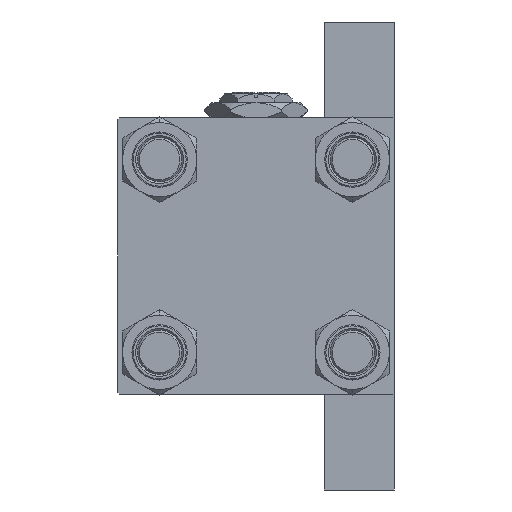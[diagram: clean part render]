
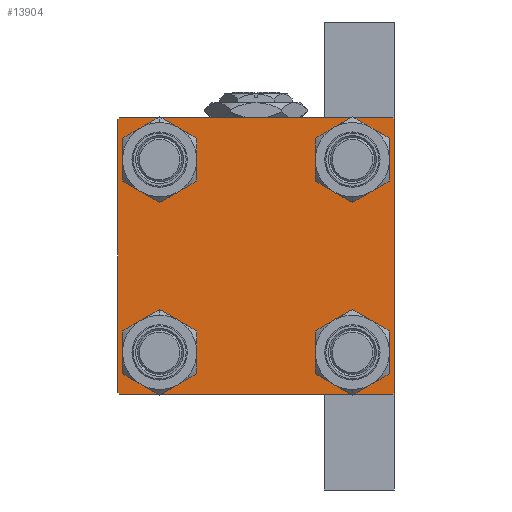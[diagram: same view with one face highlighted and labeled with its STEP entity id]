
A CAD part, left-side view. The second image highlights one B-rep face of the part: STEP entity #13904.
In plain terms, the highlighted planar face has unit normal (-1, 0, 0).
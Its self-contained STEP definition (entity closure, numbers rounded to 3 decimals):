
#133 = CARTESIAN_POINT ( 'NONE',  ( 0., 26.15, 19.65 ) ) ;
#322 = EDGE_LOOP ( 'NONE', ( #42814, #25413, #35661, #337, #20123, #46917, #40826, #42926 ) ) ;
#337 = ORIENTED_EDGE ( 'NONE', *, *, #18662, .T. ) ;
#530 = VECTOR ( 'NONE', #33948, 1000. ) ;
#632 = LINE ( 'NONE', #5439, #48338 ) ;
#911 = DIRECTION ( 'NONE',  ( 0., 0., 1. ) ) ;
#1190 = AXIS2_PLACEMENT_3D ( 'NONE', #48782, #40915, #37369 ) ;
#3130 = FACE_BOUND ( 'NONE', #37211, .T. ) ;
#3390 = VECTOR ( 'NONE', #45635, 1000. ) ;
#4092 = VERTEX_POINT ( 'NONE', #33182 ) ;
#4398 = ORIENTED_EDGE ( 'NONE', *, *, #30106, .T. ) ;
#5433 = VERTEX_POINT ( 'NONE', #49672 ) ;
#5439 = CARTESIAN_POINT ( 'NONE',  ( 0., 37.5, 37.5 ) ) ;
#5881 = AXIS2_PLACEMENT_3D ( 'NONE', #44280, #32123, #24271 ) ;
#6359 = EDGE_CURVE ( 'NONE', #30775, #4092, #14988, .T. ) ;
#6706 = VERTEX_POINT ( 'NONE', #7064 ) ;
#7030 = CIRCLE ( 'NONE', #19992, 6.5 ) ;
#7061 = CARTESIAN_POINT ( 'NONE',  ( 0., 26.15, -32.65 ) ) ;
#7064 = CARTESIAN_POINT ( 'NONE',  ( 0., -37.5, -37. ) ) ;
#7447 = VECTOR ( 'NONE', #10130, 1000. ) ;
#8099 = CIRCLE ( 'NONE', #36429, 6.5 ) ;
#8398 = EDGE_CURVE ( 'NONE', #29208, #47230, #13999, .T. ) ;
#8493 = DIRECTION ( 'NONE',  ( 1., 0., 0. ) ) ;
#9434 = CARTESIAN_POINT ( 'NONE',  ( 0., -37.25, 37.25 ) ) ;
#9463 = AXIS2_PLACEMENT_3D ( 'NONE', #31609, #43269, #911 ) ;
#10130 = DIRECTION ( 'NONE',  ( 0., -0.707, 0.707 ) ) ;
#10623 = ORIENTED_EDGE ( 'NONE', *, *, #17078, .T. ) ;
#10795 = VECTOR ( 'NONE', #21505, 1000. ) ;
#11069 = CARTESIAN_POINT ( 'NONE',  ( 0., 26.15, -26.15 ) ) ;
#11480 = CARTESIAN_POINT ( 'NONE',  ( 0., -37., 37.5 ) ) ;
#12088 = ORIENTED_EDGE ( 'NONE', *, *, #8398, .T. ) ;
#12437 = CARTESIAN_POINT ( 'NONE',  ( 0., -26.15, 19.65 ) ) ;
#12539 = DIRECTION ( 'NONE',  ( 0., 0., 1. ) ) ;
#12564 = CARTESIAN_POINT ( 'NONE',  ( 0., -26.15, -26.15 ) ) ;
#12947 = VERTEX_POINT ( 'NONE', #46388 ) ;
#13736 = EDGE_CURVE ( 'NONE', #23417, #5433, #27141, .T. ) ;
#13803 = FACE_BOUND ( 'NONE', #42822, .T. ) ;
#13904 = ADVANCED_FACE ( 'NONE', ( #3130, #25451, #13803, #22661, #29509 ), #44963, .T. ) ;
#13999 = CIRCLE ( 'NONE', #5881, 6.5 ) ;
#14002 = LINE ( 'NONE', #48478, #18398 ) ;
#14190 = VERTEX_POINT ( 'NONE', #17043 ) ;
#14219 = ORIENTED_EDGE ( 'NONE', *, *, #34168, .T. ) ;
#14252 = AXIS2_PLACEMENT_3D ( 'NONE', #16597, #44194, #12539 ) ;
#14436 = LINE ( 'NONE', #45592, #530 ) ;
#14988 = LINE ( 'NONE', #49455, #3390 ) ;
#15478 = LINE ( 'NONE', #46630, #18166 ) ;
#16373 = DIRECTION ( 'NONE',  ( 1., 0., 0. ) ) ;
#16597 = CARTESIAN_POINT ( 'NONE',  ( 0., 26.15, 26.15 ) ) ;
#17043 = CARTESIAN_POINT ( 'NONE',  ( 0., 37.5, -37. ) ) ;
#17078 = EDGE_CURVE ( 'NONE', #5433, #23417, #22519, .T. ) ;
#18166 = VECTOR ( 'NONE', #42575, 1000. ) ;
#18398 = VECTOR ( 'NONE', #32753, 1000. ) ;
#18662 = EDGE_CURVE ( 'NONE', #4092, #6706, #45101, .T. ) ;
#19231 = CIRCLE ( 'NONE', #9463, 6.5 ) ;
#19821 = CARTESIAN_POINT ( 'NONE',  ( 0., 37., -37.5 ) ) ;
#19992 = AXIS2_PLACEMENT_3D ( 'NONE', #11069, #26028, #41743 ) ;
#20123 = ORIENTED_EDGE ( 'NONE', *, *, #45850, .F. ) ;
#20313 = VERTEX_POINT ( 'NONE', #22387 ) ;
#20881 = AXIS2_PLACEMENT_3D ( 'NONE', #48655, #45338, #30644 ) ;
#21204 = DIRECTION ( 'NONE',  ( 1., 0., 0. ) ) ;
#21310 = VERTEX_POINT ( 'NONE', #40056 ) ;
#21505 = DIRECTION ( 'NONE',  ( 0., -1., 0. ) ) ;
#22387 = CARTESIAN_POINT ( 'NONE',  ( 0., -37.5, 37. ) ) ;
#22519 = CIRCLE ( 'NONE', #20881, 6.5 ) ;
#22661 = FACE_BOUND ( 'NONE', #28031, .T. ) ;
#23417 = VERTEX_POINT ( 'NONE', #12437 ) ;
#24271 = DIRECTION ( 'NONE',  ( 0., 0., 1. ) ) ;
#24723 = EDGE_CURVE ( 'NONE', #12947, #30709, #15478, .T. ) ;
#25413 = ORIENTED_EDGE ( 'NONE', *, *, #30475, .T. ) ;
#25451 = FACE_BOUND ( 'NONE', #35323, .T. ) ;
#25601 = CIRCLE ( 'NONE', #14252, 6.5 ) ;
#26028 = DIRECTION ( 'NONE',  ( 1., 0., 0. ) ) ;
#27141 = CIRCLE ( 'NONE', #37665, 6.5 ) ;
#27765 = CARTESIAN_POINT ( 'NONE',  ( 0., -26.15, 26.15 ) ) ;
#28031 = EDGE_LOOP ( 'NONE', ( #47978, #43363 ) ) ;
#28117 = AXIS2_PLACEMENT_3D ( 'NONE', #12564, #16373, #43468 ) ;
#28323 = EDGE_CURVE ( 'NONE', #50064, #37268, #25601, .T. ) ;
#28464 = VERTEX_POINT ( 'NONE', #11480 ) ;
#29208 = VERTEX_POINT ( 'NONE', #7061 ) ;
#29303 = CARTESIAN_POINT ( 'NONE',  ( 0., -26.15, -26.15 ) ) ;
#29509 = FACE_OUTER_BOUND ( 'NONE', #322, .T. ) ;
#30099 = VECTOR ( 'NONE', #48482, 1000. ) ;
#30101 = EDGE_CURVE ( 'NONE', #30709, #14190, #632, .T. ) ;
#30106 = EDGE_CURVE ( 'NONE', #37214, #21310, #44273, .T. ) ;
#30475 = EDGE_CURVE ( 'NONE', #14190, #30775, #14002, .T. ) ;
#30644 = DIRECTION ( 'NONE',  ( 0., 0., 1. ) ) ;
#30709 = VERTEX_POINT ( 'NONE', #39066 ) ;
#30775 = VERTEX_POINT ( 'NONE', #19821 ) ;
#31609 = CARTESIAN_POINT ( 'NONE',  ( 0., 26.15, 26.15 ) ) ;
#32123 = DIRECTION ( 'NONE',  ( 1., 0., 0. ) ) ;
#32429 = CARTESIAN_POINT ( 'NONE',  ( 0., -26.15, -32.65 ) ) ;
#32753 = DIRECTION ( 'NONE',  ( 0., -0.707, -0.707 ) ) ;
#32898 = LINE ( 'NONE', #48367, #10795 ) ;
#33008 = LINE ( 'NONE', #9434, #30099 ) ;
#33182 = CARTESIAN_POINT ( 'NONE',  ( 0., -37., -37.5 ) ) ;
#33948 = DIRECTION ( 'NONE',  ( 0., 0., -1. ) ) ;
#34168 = EDGE_CURVE ( 'NONE', #21310, #37214, #8099, .T. ) ;
#35323 = EDGE_LOOP ( 'NONE', ( #14219, #4398 ) ) ;
#35630 = DIRECTION ( 'NONE',  ( 0., 0., 1. ) ) ;
#35637 = DIRECTION ( 'NONE',  ( 0., 0., -1. ) ) ;
#35661 = ORIENTED_EDGE ( 'NONE', *, *, #6359, .T. ) ;
#36165 = CARTESIAN_POINT ( 'NONE',  ( 0., 26.15, 32.65 ) ) ;
#36429 = AXIS2_PLACEMENT_3D ( 'NONE', #29303, #21204, #36659 ) ;
#36659 = DIRECTION ( 'NONE',  ( 0., 0., 1. ) ) ;
#37211 = EDGE_LOOP ( 'NONE', ( #10623, #44606 ) ) ;
#37214 = VERTEX_POINT ( 'NONE', #32429 ) ;
#37268 = VERTEX_POINT ( 'NONE', #133 ) ;
#37369 = DIRECTION ( 'NONE',  ( 0., 0., 1. ) ) ;
#37622 = EDGE_CURVE ( 'NONE', #20313, #28464, #33008, .T. ) ;
#37665 = AXIS2_PLACEMENT_3D ( 'NONE', #27765, #8493, #35630 ) ;
#38295 = EDGE_CURVE ( 'NONE', #12947, #28464, #32898, .T. ) ;
#39066 = CARTESIAN_POINT ( 'NONE',  ( 0., 37.5, 37. ) ) ;
#40056 = CARTESIAN_POINT ( 'NONE',  ( 0., -26.15, -19.65 ) ) ;
#40826 = ORIENTED_EDGE ( 'NONE', *, *, #38295, .F. ) ;
#40915 = DIRECTION ( 'NONE',  ( -1., 0., 0. ) ) ;
#41557 = CARTESIAN_POINT ( 'NONE',  ( 0., -37.25, -37.25 ) ) ;
#41743 = DIRECTION ( 'NONE',  ( 0., 0., 1. ) ) ;
#42112 = ORIENTED_EDGE ( 'NONE', *, *, #46017, .T. ) ;
#42575 = DIRECTION ( 'NONE',  ( 0., 0.707, -0.707 ) ) ;
#42814 = ORIENTED_EDGE ( 'NONE', *, *, #30101, .T. ) ;
#42822 = EDGE_LOOP ( 'NONE', ( #42112, #12088 ) ) ;
#42926 = ORIENTED_EDGE ( 'NONE', *, *, #24723, .T. ) ;
#43269 = DIRECTION ( 'NONE',  ( 1., 0., 0. ) ) ;
#43363 = ORIENTED_EDGE ( 'NONE', *, *, #50043, .T. ) ;
#43468 = DIRECTION ( 'NONE',  ( 0., 0., 1. ) ) ;
#44194 = DIRECTION ( 'NONE',  ( 1., 0., 0. ) ) ;
#44273 = CIRCLE ( 'NONE', #28117, 6.5 ) ;
#44280 = CARTESIAN_POINT ( 'NONE',  ( 0., 26.15, -26.15 ) ) ;
#44528 = CARTESIAN_POINT ( 'NONE',  ( 0., 26.15, -19.65 ) ) ;
#44606 = ORIENTED_EDGE ( 'NONE', *, *, #13736, .T. ) ;
#44963 = PLANE ( 'NONE',  #1190 ) ;
#45101 = LINE ( 'NONE', #41557, #7447 ) ;
#45338 = DIRECTION ( 'NONE',  ( 1., 0., 0. ) ) ;
#45592 = CARTESIAN_POINT ( 'NONE',  ( 0., -37.5, 37.5 ) ) ;
#45635 = DIRECTION ( 'NONE',  ( 0., -1., 0. ) ) ;
#45850 = EDGE_CURVE ( 'NONE', #20313, #6706, #14436, .T. ) ;
#46017 = EDGE_CURVE ( 'NONE', #47230, #29208, #7030, .T. ) ;
#46388 = CARTESIAN_POINT ( 'NONE',  ( 0., 37., 37.5 ) ) ;
#46630 = CARTESIAN_POINT ( 'NONE',  ( 0., 37.25, 37.25 ) ) ;
#46917 = ORIENTED_EDGE ( 'NONE', *, *, #37622, .T. ) ;
#47230 = VERTEX_POINT ( 'NONE', #44528 ) ;
#47978 = ORIENTED_EDGE ( 'NONE', *, *, #28323, .T. ) ;
#48338 = VECTOR ( 'NONE', #35637, 1000. ) ;
#48367 = CARTESIAN_POINT ( 'NONE',  ( 0., 37.5, 37.5 ) ) ;
#48478 = CARTESIAN_POINT ( 'NONE',  ( 0., 37.25, -37.25 ) ) ;
#48482 = DIRECTION ( 'NONE',  ( 0., 0.707, 0.707 ) ) ;
#48655 = CARTESIAN_POINT ( 'NONE',  ( 0., -26.15, 26.15 ) ) ;
#48782 = CARTESIAN_POINT ( 'NONE',  ( 0., 0., 0. ) ) ;
#49455 = CARTESIAN_POINT ( 'NONE',  ( 0., 37.5, -37.5 ) ) ;
#49672 = CARTESIAN_POINT ( 'NONE',  ( 0., -26.15, 32.65 ) ) ;
#50043 = EDGE_CURVE ( 'NONE', #37268, #50064, #19231, .T. ) ;
#50064 = VERTEX_POINT ( 'NONE', #36165 ) ;
